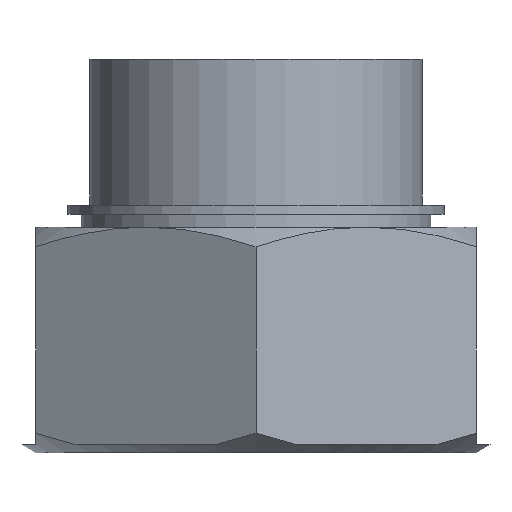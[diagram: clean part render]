
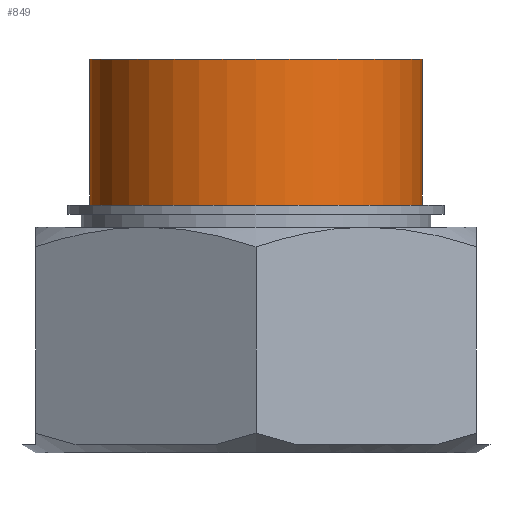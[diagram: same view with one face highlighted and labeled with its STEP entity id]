
A CAD part, front view. The second image highlights one B-rep face of the part: STEP entity #849.
In plain terms, the highlighted cylindrical face has radius 30.15 mm (diameter 60.3 mm), a full revolution.
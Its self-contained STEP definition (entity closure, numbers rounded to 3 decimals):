
#48=CYLINDRICAL_SURFACE('',#913,30.15);
#93=CIRCLE('',#912,30.15);
#94=CIRCLE('',#914,30.15);
#155=ORIENTED_EDGE('',*,*,#295,.T.);
#156=ORIENTED_EDGE('',*,*,#294,.F.);
#294=EDGE_CURVE('',#359,#359,#93,.T.);
#295=EDGE_CURVE('',#360,#360,#94,.T.);
#359=VERTEX_POINT('',#1297);
#360=VERTEX_POINT('',#1300);
#416=EDGE_LOOP('',(#155));
#417=EDGE_LOOP('',(#156));
#482=FACE_BOUND('',#416,.T.);
#483=FACE_BOUND('',#417,.T.);
#849=ADVANCED_FACE('',(#482,#483),#48,.T.);
#912=AXIS2_PLACEMENT_3D('',#1296,#1017,#1018);
#913=AXIS2_PLACEMENT_3D('',#1298,#1019,#1020);
#914=AXIS2_PLACEMENT_3D('',#1299,#1021,#1022);
#1017=DIRECTION('',(0.,0.,-1.));
#1018=DIRECTION('',(-1.,0.,0.));
#1019=DIRECTION('',(0.,0.,-1.));
#1020=DIRECTION('',(-1.,0.,0.));
#1021=DIRECTION('',(0.,0.,-1.));
#1022=DIRECTION('',(-1.,0.,0.));
#1296=CARTESIAN_POINT('',(0.,0.,-26.5));
#1297=CARTESIAN_POINT('',(-30.15,0.,-26.5));
#1298=CARTESIAN_POINT('',(0.,0.,-60.5));
#1299=CARTESIAN_POINT('',(0.,0.,0.));
#1300=CARTESIAN_POINT('',(-30.15,0.,0.));
